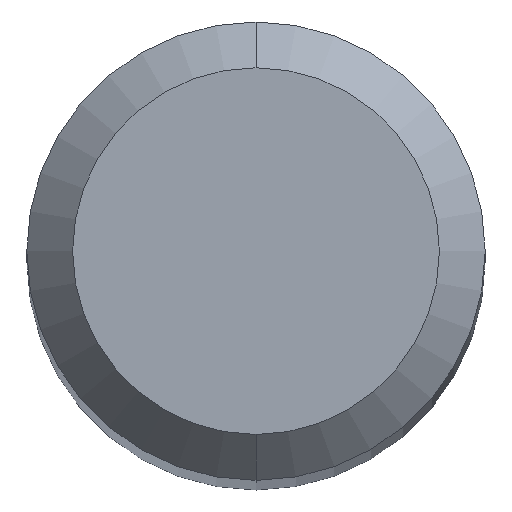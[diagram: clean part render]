
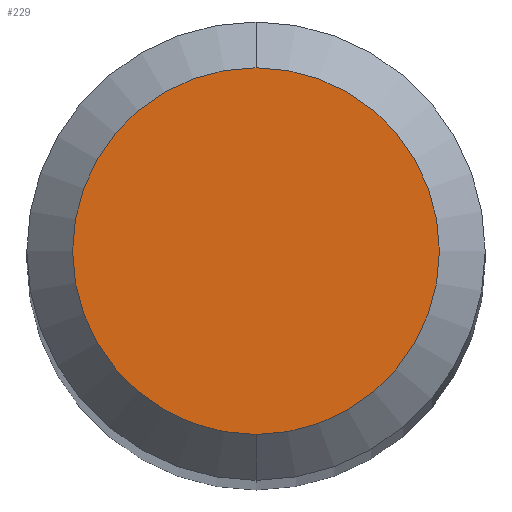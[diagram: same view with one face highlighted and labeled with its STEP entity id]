
A CAD part, top view. The second image highlights one B-rep face of the part: STEP entity #229.
In plain terms, the highlighted planar face has unit normal (0, 0, 1).
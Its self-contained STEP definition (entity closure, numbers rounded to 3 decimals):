
#229=ADVANCED_FACE('',(#544),#545,.T.);
#261=EDGE_CURVE('',#373,#265,#580,.T.);
#265=VERTEX_POINT('',#584);
#273=EDGE_CURVE('',#265,#373,#592,.T.);
#373=VERTEX_POINT('',#701);
#544=FACE_OUTER_BOUND('',#927,.T.);
#545=PLANE('',#928);
#580=CIRCLE('',#1004,1.2);
#584=CARTESIAN_POINT('',(0.0,1.2,0.0));
#592=CIRCLE('',#1033,1.2);
#701=CARTESIAN_POINT('',(0.,-1.2,0.0));
#927=EDGE_LOOP('',(#1529,#1530));
#928=AXIS2_PLACEMENT_3D('',#1531,#1532,#1533);
#1004=AXIS2_PLACEMENT_3D('',#1573,#1574,#1575);
#1033=AXIS2_PLACEMENT_3D('',#1576,#1577,#1578);
#1529=ORIENTED_EDGE('',*,*,#273,.F.);
#1530=ORIENTED_EDGE('',*,*,#261,.F.);
#1531=CARTESIAN_POINT('',(0.0,0.6,0.0));
#1532=DIRECTION('',(-0.0,0.0,1.0));
#1533=DIRECTION('',(0.0,-1.0,0.0));
#1573=CARTESIAN_POINT('',(0.0,0.0,0.0));
#1574=DIRECTION('',(0.0,0.0,-1.0));
#1575=DIRECTION('',(0.0,1.0,0.0));
#1576=CARTESIAN_POINT('',(0.0,0.0,0.0));
#1577=DIRECTION('',(0.0,0.0,-1.0));
#1578=DIRECTION('',(0.0,1.0,0.0));
